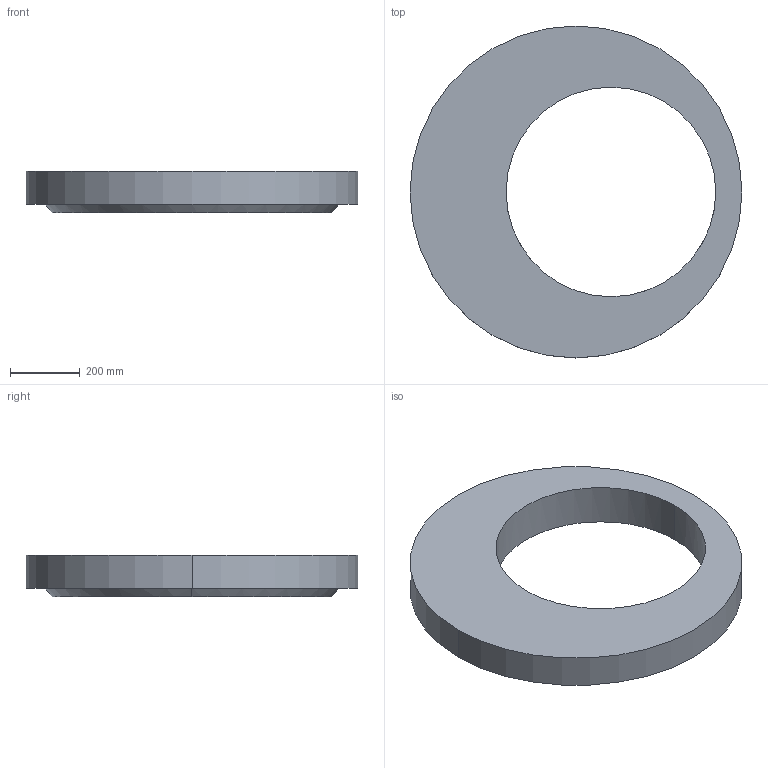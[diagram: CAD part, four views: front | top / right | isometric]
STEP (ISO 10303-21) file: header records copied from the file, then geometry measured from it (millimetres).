
FILE_DESCRIPTION (( 'STEP AP203' ), '1' );
FILE_NAME ('Rudus 2508123 UL-kansi 800_950 aukko reunassa.step', '2020-03-08T16:44:27', ( '' ), ( '' ), 'SwSTEP 2.0', 'SolidWorks 2019', '' );
FILE_SCHEMA (( 'CONFIG_CONTROL_DESIGN' ));
Length unit declared in the file: millimetre
Products named in the file (2): UL-osa-kansi_aukko; Rudus 2508123 UL-kansi 800_950 aukko reunassa
Assembly tree (1 placements, depth 2):
  Rudus 2508123 UL-kansi 800_950 aukko reunassa
    UL-osa-kansi_aukko
Bounding box: 950 x 950 x 120 mm (x, y, z)
Volume: 46614035.5 mm3; surface area: 1392833.9 mm2
Topology: 1 solids, 1 shells, 9 faces, 18 edges, 11 vertices
Faces by surface type: cylinder 4, plane 3, cone 2
Entity records: 440 total; most frequent: DIRECTION 56, CARTESIAN_POINT 42, ORIENTED_EDGE 36, AXIS2_PLACEMENT_3D 25, EDGE_CURVE 18, PERSON_AND_ORGANIZATION 17, CIRCLE 12, CALENDAR_DATE 12
